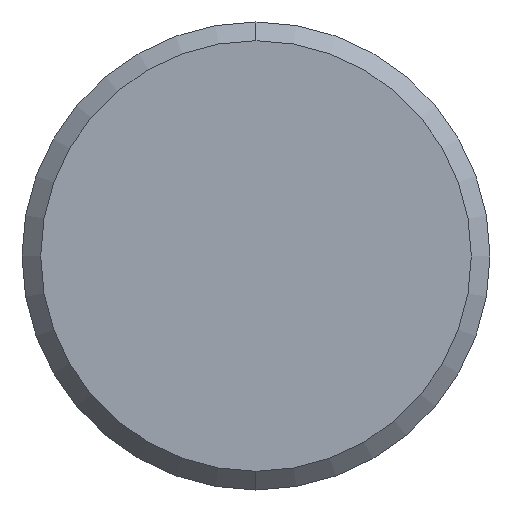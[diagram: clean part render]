
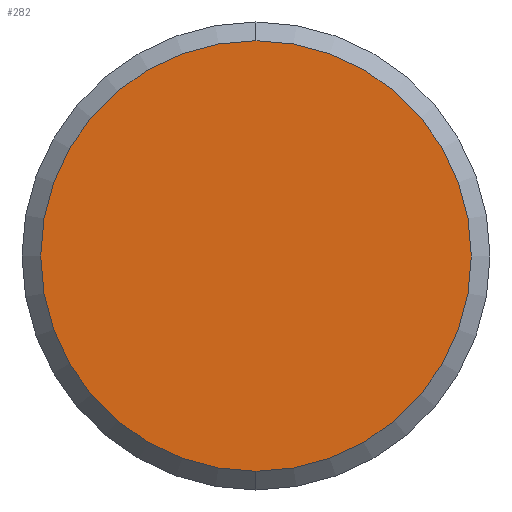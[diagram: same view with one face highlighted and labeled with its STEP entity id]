
A CAD part, left-side view. The second image highlights one B-rep face of the part: STEP entity #282.
In plain terms, the highlighted planar face has unit normal (-1, 0, 0).
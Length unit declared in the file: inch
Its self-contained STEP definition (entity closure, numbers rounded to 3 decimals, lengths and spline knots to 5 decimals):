
#9 = ORIENTED_EDGE ( 'NONE', *, *, #1269, .F. ) ;
#39 = VERTEX_POINT ( 'NONE', #1158 ) ;
#171 = DIRECTION ( 'NONE',  ( -1., 0., 0. ) ) ;
#208 = EDGE_CURVE ( 'NONE', #224, #39, #941, .T. ) ;
#224 = VERTEX_POINT ( 'NONE', #453 ) ;
#254 = AXIS2_PLACEMENT_3D ( 'NONE', #1091, #171, #886 ) ;
#282 = ADVANCED_FACE ( 'NONE', ( #1159 ), #1316, .T. ) ;
#356 = CARTESIAN_POINT ( 'NONE',  ( 0., 0., 0. ) ) ;
#453 = CARTESIAN_POINT ( 'NONE',  ( 0., 0., -0.23 ) ) ;
#454 = DIRECTION ( 'NONE',  ( 0., 0., -1. ) ) ;
#557 = DIRECTION ( 'NONE',  ( 1., 0., 0. ) ) ;
#600 = EDGE_LOOP ( 'NONE', ( #1043, #9 ) ) ;
#631 = AXIS2_PLACEMENT_3D ( 'NONE', #356, #1088, #454 ) ;
#832 = CIRCLE ( 'NONE', #631, 0.23 ) ;
#886 = DIRECTION ( 'NONE',  ( 0., 0., 1. ) ) ;
#941 = CIRCLE ( 'NONE', #982, 0.23 ) ;
#982 = AXIS2_PLACEMENT_3D ( 'NONE', #1200, #557, #1302 ) ;
#1043 = ORIENTED_EDGE ( 'NONE', *, *, #208, .F. ) ;
#1088 = DIRECTION ( 'NONE',  ( 1., 0., 0. ) ) ;
#1091 = CARTESIAN_POINT ( 'NONE',  ( 0., 0.25, 0. ) ) ;
#1158 = CARTESIAN_POINT ( 'NONE',  ( 0., 0., 0.23 ) ) ;
#1159 = FACE_OUTER_BOUND ( 'NONE', #600, .T. ) ;
#1200 = CARTESIAN_POINT ( 'NONE',  ( 0., 0., 0. ) ) ;
#1269 = EDGE_CURVE ( 'NONE', #39, #224, #832, .T. ) ;
#1302 = DIRECTION ( 'NONE',  ( 0., 0., -1. ) ) ;
#1316 = PLANE ( 'NONE',  #254 ) ;
